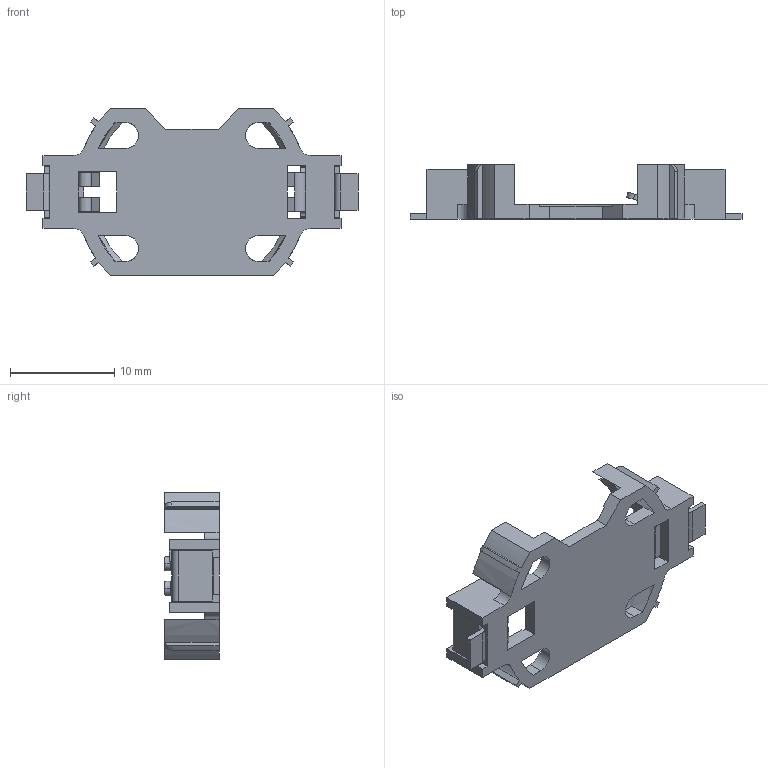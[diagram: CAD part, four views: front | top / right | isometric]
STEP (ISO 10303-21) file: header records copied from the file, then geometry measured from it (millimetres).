
FILE_DESCRIPTION ( ( 'STEP AP214' ), '1' );
FILE_NAME ( 'BU2032SM-BT-GTR.STEP', '', ( '' ), ( '' ), '', '', '' );
FILE_SCHEMA (( 'AUTOMOTIVE_DESIGN' ));
Length unit declared in the file: millimetre
Products named in the file (1): BU2032SM-BT-GTR
Bounding box: 31.86 x 5.2 x 16 mm (x, y, z)
Volume: 665.6 mm3; surface area: 1571.5 mm2
Topology: 3 solids, 3 shells, 318 faces, 857 edges, 548 vertices
Faces by surface type: plane 223, cylinder 71, bspline 16, torus 4, cone 4
Entity records: 14177 total; most frequent: CARTESIAN_POINT 2671, ORIENTED_EDGE 1714, DIRECTION 1573, EDGE_CURVE 857, VECTOR 635, LINE 635, VERTEX_POINT 548, AXIS2_PLACEMENT_3D 469
